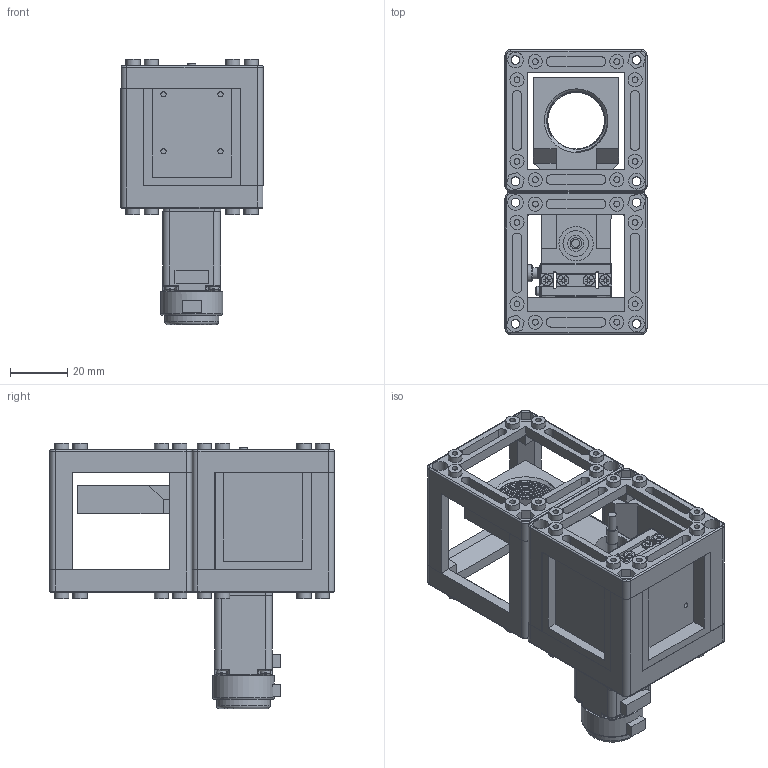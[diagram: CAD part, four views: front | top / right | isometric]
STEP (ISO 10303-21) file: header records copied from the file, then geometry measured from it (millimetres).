
FILE_DESCRIPTION(/* description */ (''),/* implementation_level */ '2;1');
FILE_NAME(/* name */ 'Assembly_Cube_SQUID_Z_Focus_v3.iam.step',/* time_stamp */ '2022-11-29T09:10:54+01:00',/* author */ ('marsikovabarbora'),/* organization */ (''),/* preprocessor_version */ 'ST-DEVELOPER v18.1',/* originating_system */ 'Autodesk Inventor 2022',/* authorisation */ '');
FILE_SCHEMA (('AUTOMOTIVE_DESIGN { 1 0 10303 214 3 1 1 }'));
Products named in the file (10): Assembly_Cube_SQUID_Z_Focus_v3; 30_Cube_SQUID_Z_Focus_base_v3; 00_X-axis_MX25-SC; Group1^MX25-SC(«¬¿ý); Group2^MX25-SC(«¬¿ý); Assembly_Cube_empty_IM_v3; 10_Cube_1x1_IM; 30_Cube_SQUID_Z_Focus_slide_v3; 30_Cube_SQUID_Z_Focus_spacer_v3; AMETEK-21H4U-2_5-0_75-12-ENC
Assembly tree (11 placements, depth 3):
  Assembly_Cube_SQUID_Z_Focus_v3
    30_Cube_SQUID_Z_Focus_base_v3
    00_X-axis_MX25-SC
      Group1^MX25-SC(«¬¿ý)
      Group2^MX25-SC(«¬¿ý)
    Assembly_Cube_empty_IM_v3  x2
      10_Cube_1x1_IM
    30_Cube_SQUID_Z_Focus_slide_v3
    30_Cube_SQUID_Z_Focus_spacer_v3
    AMETEK-21H4U-2_5-0_75-12-ENC
Bounding box: 49.82 x 99.8 x 93.01 mm (x, y, z)
Volume: 103595.9 mm3; surface area: 70706 mm2
Topology: 12 solids, 12 shells, 1332 faces, 3308 edges, 2140 vertices
Faces by surface type: plane 772, cylinder 387, cone 90, torus 62, sphere 18, bspline 3
Full cylindrical faces by diameter (mm): 1.6 x8, 1.8 x4, 2 x5, 2.05 x32, 2.2 x2, 2.5 x8, 2.845 x1, 3 x1, 3.1 x16, 3.3 x2, 3.5 x6, 3.962 x1, 4 x10, 4.95 x32, 5.5 x9, 5.6 x1, 6 x1, 9 x1, 10.447 x1, 12 x1, 13 x1, 16 x1, 16.8 x1, 18.3 x1, 18.898 x1, 19.9 x9, 20.616 x10, 21.641 x1
Entity records: 29412 total; most frequent: CARTESIAN_POINT 7677, DIRECTION 4501, ORIENTED_EDGE 4360, EDGE_CURVE 2180, AXIS2_PLACEMENT_3D 1604, VERTEX_POINT 1408, LINE 1293, VECTOR 1293
